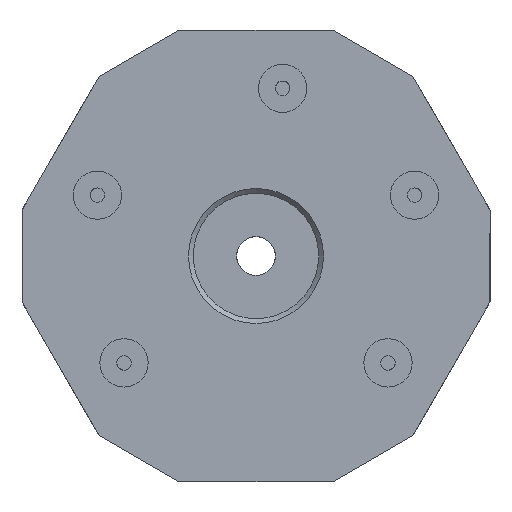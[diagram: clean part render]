
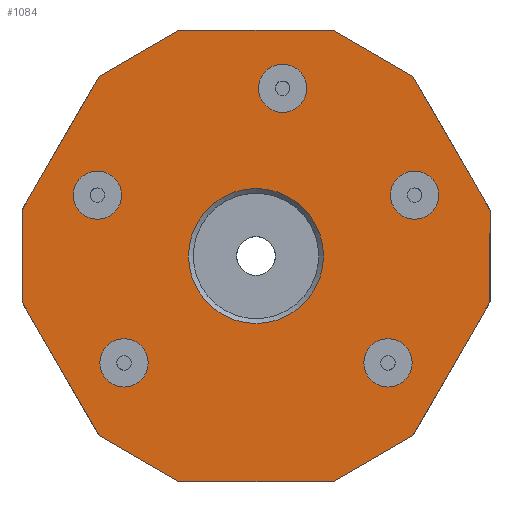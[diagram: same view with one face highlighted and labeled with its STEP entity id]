
A CAD part, front view. The second image highlights one B-rep face of the part: STEP entity #1084.
In plain terms, the highlighted planar face has unit normal (0, -1, 0).
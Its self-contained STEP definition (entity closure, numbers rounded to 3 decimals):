
#119	= DIRECTION('ref_axis',(-0.5,0.,-0.866));
#118	= DIRECTION('center_axis',(0.,-1.,0.));
#313	= EDGE_CURVE('',#311,#311,#307,.T.);
#311	= VERTEX_POINT('',#312);
#312	= CARTESIAN_POINT('',(-12.427,-17.5,-8.911));
#307	= CIRCLE('',#308,2.5);
#308	= AXIS2_PLACEMENT_3D('',#296,#309,#119);
#296	= CARTESIAN_POINT('Origin',(-13.677,-17.5,-11.076));
#309	= DIRECTION('center_axis',(0.,1.,0.));
#557	= DIRECTION('ref_axis',(-1.,0.,0.));
#845	= CARTESIAN_POINT('Origin',(0.,-17.5,0.));
#1029	= DIRECTION('ref_axis',(-0.5,0.,0.866));
#1039	= DIRECTION('ref_axis',(0.5,0.,0.866));
#914	= DIRECTION('ref_axis',(0.,0.,-1.));
#1074	= EDGE_CURVE('',#1072,#1072,#1069,.T.);
#1072	= VERTEX_POINT('',#1073);
#1073	= CARTESIAN_POINT('',(7.,-17.5,0.));
#1069	= CIRCLE('',#1070,7.);
#1070	= AXIS2_PLACEMENT_3D('',#845,#118,#557);
#1084	= ADVANCED_FACE('',(#1086,#1184,#1193,#1202,#1211,#1220,#1223),#1081,.T.);
#1086	= FACE_BOUND('',#1087,.T.);
#1087	= EDGE_LOOP('',(#1085));
#1085	= ORIENTED_EDGE('',*,*,#313,.T.);
#1184	= FACE_BOUND('',#1185,.T.);
#1185	= EDGE_LOOP('',(#1092,#1102,#1110,#1118,#1126,#1134,#1142,#1150,#1158,#1166,#1174,#1182));
#1092	= ORIENTED_EDGE('',*,*,#1097,.F.);
#1097	= EDGE_CURVE('',#1093,#1095,#1088,.T.);
#1093	= VERTEX_POINT('',#1094);
#1094	= CARTESIAN_POINT('',(-8.,-17.5,-23.383));
#1095	= VERTEX_POINT('',#1096);
#1096	= CARTESIAN_POINT('',(-16.25,-17.5,-18.62));
#1088	= LINE('',#1089,#1090);
#1089	= CARTESIAN_POINT('',(-12.125,-17.5,-21.001));
#1090	= VECTOR('',#1091,10.);
#1091	= DIRECTION('',(-0.866,0.,0.5));
#1102	= ORIENTED_EDGE('',*,*,#1105,.T.);
#1105	= EDGE_CURVE('',#1093,#1103,#1098,.T.);
#1103	= VERTEX_POINT('',#1104);
#1104	= CARTESIAN_POINT('',(8.,-17.5,-23.383));
#1098	= LINE('',#1099,#1100);
#1099	= CARTESIAN_POINT('',(-13.5,-17.5,-23.383));
#1100	= VECTOR('',#1101,10.);
#1101	= DIRECTION('',(1.,0.,0.));
#1110	= ORIENTED_EDGE('',*,*,#1113,.F.);
#1113	= EDGE_CURVE('',#1111,#1103,#1106,.T.);
#1111	= VERTEX_POINT('',#1112);
#1112	= CARTESIAN_POINT('',(16.25,-17.5,-18.62));
#1106	= LINE('',#1107,#1108);
#1107	= CARTESIAN_POINT('',(12.125,-17.5,-21.001));
#1108	= VECTOR('',#1109,10.);
#1109	= DIRECTION('',(-0.866,0.,-0.5));
#1118	= ORIENTED_EDGE('',*,*,#1121,.T.);
#1121	= EDGE_CURVE('',#1111,#1119,#1114,.T.);
#1119	= VERTEX_POINT('',#1120);
#1120	= CARTESIAN_POINT('',(24.25,-17.5,-4.763));
#1114	= LINE('',#1115,#1116);
#1115	= CARTESIAN_POINT('',(13.5,-17.5,-23.383));
#1116	= VECTOR('',#1117,10.);
#1117	= DIRECTION('',(0.5,0.,0.866));
#1126	= ORIENTED_EDGE('',*,*,#1129,.F.);
#1129	= EDGE_CURVE('',#1127,#1119,#1122,.T.);
#1127	= VERTEX_POINT('',#1128);
#1128	= CARTESIAN_POINT('',(24.25,-17.5,4.763));
#1122	= LINE('',#1123,#1124);
#1123	= CARTESIAN_POINT('',(24.25,-17.5,0.));
#1124	= VECTOR('',#1125,10.);
#1125	= DIRECTION('',(0.,0.,-1.));
#1134	= ORIENTED_EDGE('',*,*,#1137,.T.);
#1137	= EDGE_CURVE('',#1127,#1135,#1130,.T.);
#1135	= VERTEX_POINT('',#1136);
#1136	= CARTESIAN_POINT('',(16.25,-17.5,18.62));
#1130	= LINE('',#1131,#1132);
#1131	= CARTESIAN_POINT('',(27.,-17.5,0.));
#1132	= VECTOR('',#1133,10.);
#1133	= DIRECTION('',(-0.5,0.,0.866));
#1142	= ORIENTED_EDGE('',*,*,#1145,.F.);
#1145	= EDGE_CURVE('',#1143,#1135,#1138,.T.);
#1143	= VERTEX_POINT('',#1144);
#1144	= CARTESIAN_POINT('',(8.,-17.5,23.383));
#1138	= LINE('',#1139,#1140);
#1139	= CARTESIAN_POINT('',(12.125,-17.5,21.001));
#1140	= VECTOR('',#1141,10.);
#1141	= DIRECTION('',(0.866,0.,-0.5));
#1150	= ORIENTED_EDGE('',*,*,#1153,.T.);
#1153	= EDGE_CURVE('',#1143,#1151,#1146,.T.);
#1151	= VERTEX_POINT('',#1152);
#1152	= CARTESIAN_POINT('',(-8.,-17.5,23.383));
#1146	= LINE('',#1147,#1148);
#1147	= CARTESIAN_POINT('',(13.5,-17.5,23.383));
#1148	= VECTOR('',#1149,10.);
#1149	= DIRECTION('',(-1.,0.,0.));
#1158	= ORIENTED_EDGE('',*,*,#1161,.F.);
#1161	= EDGE_CURVE('',#1159,#1151,#1154,.T.);
#1159	= VERTEX_POINT('',#1160);
#1160	= CARTESIAN_POINT('',(-16.25,-17.5,18.62));
#1154	= LINE('',#1155,#1156);
#1155	= CARTESIAN_POINT('',(-12.125,-17.5,21.001));
#1156	= VECTOR('',#1157,10.);
#1157	= DIRECTION('',(0.866,0.,0.5));
#1166	= ORIENTED_EDGE('',*,*,#1169,.T.);
#1169	= EDGE_CURVE('',#1159,#1167,#1162,.T.);
#1167	= VERTEX_POINT('',#1168);
#1168	= CARTESIAN_POINT('',(-24.25,-17.5,4.763));
#1162	= LINE('',#1163,#1164);
#1163	= CARTESIAN_POINT('',(-13.5,-17.5,23.383));
#1164	= VECTOR('',#1165,10.);
#1165	= DIRECTION('',(-0.5,0.,-0.866));
#1174	= ORIENTED_EDGE('',*,*,#1177,.F.);
#1177	= EDGE_CURVE('',#1175,#1167,#1170,.T.);
#1175	= VERTEX_POINT('',#1176);
#1176	= CARTESIAN_POINT('',(-24.25,-17.5,-4.763));
#1170	= LINE('',#1171,#1172);
#1171	= CARTESIAN_POINT('',(-24.25,-17.5,0.));
#1172	= VECTOR('',#1173,10.);
#1173	= DIRECTION('',(0.,0.,1.));
#1182	= ORIENTED_EDGE('',*,*,#1183,.T.);
#1183	= EDGE_CURVE('',#1175,#1095,#1178,.T.);
#1178	= LINE('',#1179,#1180);
#1179	= CARTESIAN_POINT('',(-27.,-17.5,0.));
#1180	= VECTOR('',#1181,10.);
#1181	= DIRECTION('',(0.5,0.,-0.866));
#1193	= FACE_BOUND('',#1194,.T.);
#1194	= EDGE_LOOP('',(#1189));
#1189	= ORIENTED_EDGE('',*,*,#1192,.T.);
#1192	= EDGE_CURVE('',#1190,#1190,#1186,.T.);
#1190	= VERTEX_POINT('',#1191);
#1191	= CARTESIAN_POINT('',(5.254,-17.5,17.383));
#1186	= CIRCLE('',#1187,2.5);
#1187	= AXIS2_PLACEMENT_3D('',#1188,#309,#557);
#1188	= CARTESIAN_POINT('Origin',(2.754,-17.5,17.383));
#1202	= FACE_BOUND('',#1203,.T.);
#1203	= EDGE_LOOP('',(#1198));
#1198	= ORIENTED_EDGE('',*,*,#1201,.T.);
#1201	= EDGE_CURVE('',#1199,#1199,#1195,.T.);
#1199	= VERTEX_POINT('',#1200);
#1200	= CARTESIAN_POINT('',(17.681,-17.5,4.141));
#1195	= CIRCLE('',#1196,2.5);
#1196	= AXIS2_PLACEMENT_3D('',#1197,#309,#1029);
#1197	= CARTESIAN_POINT('Origin',(16.431,-17.5,6.306));
#1211	= FACE_BOUND('',#1212,.T.);
#1212	= EDGE_LOOP('',(#1207));
#1207	= ORIENTED_EDGE('',*,*,#1210,.T.);
#1210	= EDGE_CURVE('',#1208,#1208,#1204,.T.);
#1208	= VERTEX_POINT('',#1209);
#1209	= CARTESIAN_POINT('',(12.427,-17.5,-13.241));
#1204	= CIRCLE('',#1205,2.5);
#1205	= AXIS2_PLACEMENT_3D('',#1206,#309,#1039);
#1206	= CARTESIAN_POINT('Origin',(13.677,-17.5,-11.076));
#1220	= FACE_BOUND('',#1221,.T.);
#1221	= EDGE_LOOP('',(#1216));
#1216	= ORIENTED_EDGE('',*,*,#1219,.T.);
#1219	= EDGE_CURVE('',#1217,#1217,#1213,.T.);
#1217	= VERTEX_POINT('',#1218);
#1218	= CARTESIAN_POINT('',(-13.931,-17.5,6.306));
#1213	= CIRCLE('',#1214,2.5);
#1214	= AXIS2_PLACEMENT_3D('',#1215,#309,#557);
#1215	= CARTESIAN_POINT('Origin',(-16.431,-17.5,6.306));
#1223	= FACE_BOUND('',#1224,.T.);
#1224	= EDGE_LOOP('',(#1222));
#1222	= ORIENTED_EDGE('',*,*,#1074,.F.);
#1081	= PLANE('',#1082);
#1082	= AXIS2_PLACEMENT_3D('',#1083,#118,#914);
#1083	= CARTESIAN_POINT('Origin',(0.,-17.5,0.));
